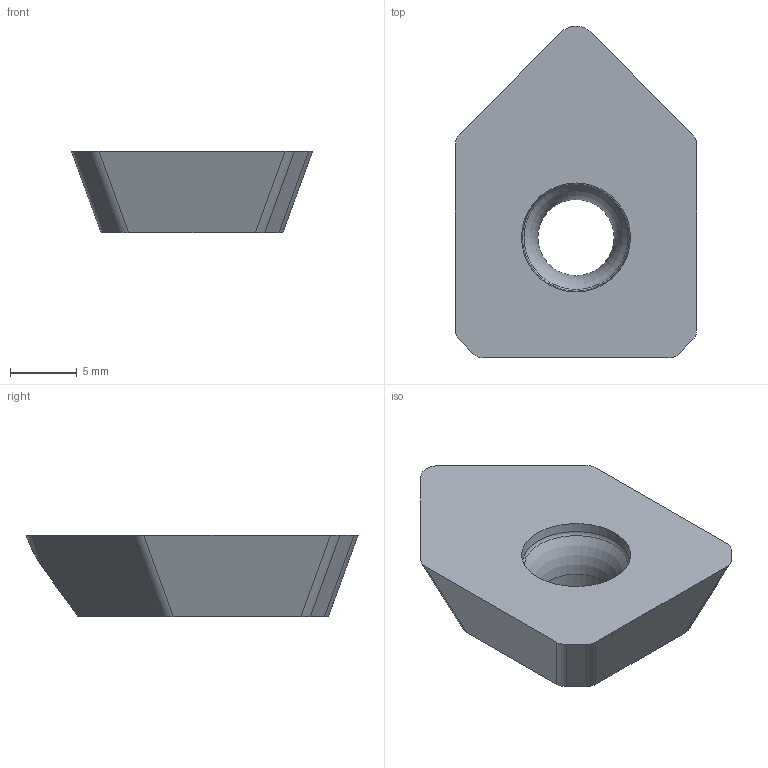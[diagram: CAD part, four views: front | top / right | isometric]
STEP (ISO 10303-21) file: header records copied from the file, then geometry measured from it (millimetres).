
FILE_DESCRIPTION(/* description */ (''),/* implementation_level */ '2;1');
FILE_NAME(/* name */ 'aaa328633_a.stp',/* time_stamp */ '2019-09-11T08:04:37+02:00',/* author */ (''),/* organization */ ('SMS'),/* preprocessor_version */ 'ST-DEVELOPER v16.7',/* originating_system */ 'SIEMENS PLM Software NX 12.0',/* authorisation */ '');
FILE_SCHEMA (('AUTOMOTIVE_DESIGN { 1 0 10303 214 3 1 1 1 }'));
Length unit declared in the file: millimetre
Products named in the file (1): AAA328633_A
Bounding box: 18.02 x 24.83 x 6.08 mm (x, y, z)
Volume: 1538.1 mm3; surface area: 1053.9 mm2
Topology: 1 solids, 1 shells, 27 faces, 67 edges, 44 vertices
Faces by surface type: extrusion 10, plane 8, torus 4, cone 2, bspline 2, cylinder 1
Full cylindrical faces by diameter (mm): 5.7 x1
Entity records: 1112 total; most frequent: CARTESIAN_POINT 470, ORIENTED_EDGE 114, DIRECTION 110, EDGE_CURVE 57, VERTEX_POINT 40, AXIS2_PLACEMENT_3D 38, EDGE_LOOP 37, VECTOR 34
